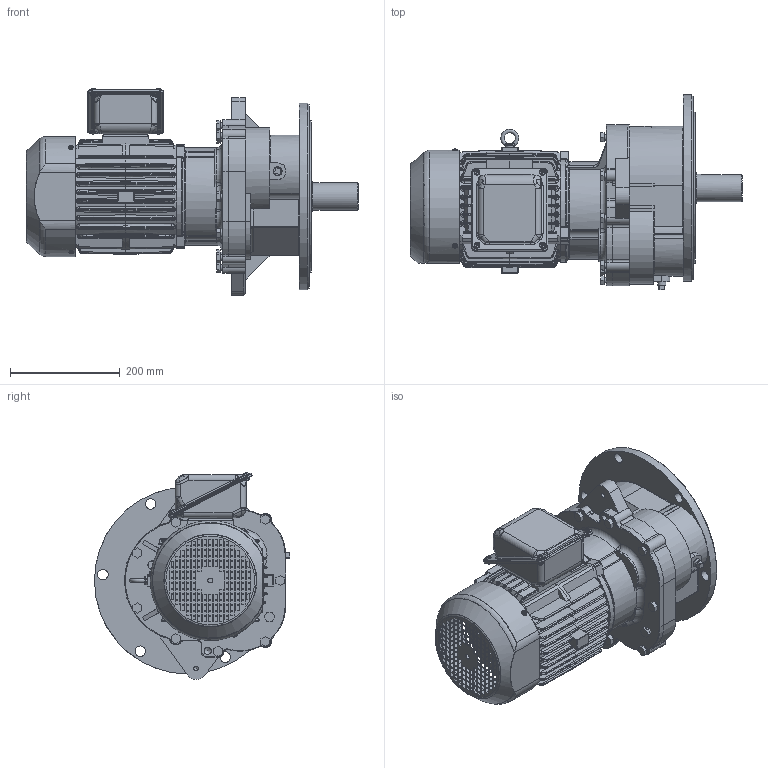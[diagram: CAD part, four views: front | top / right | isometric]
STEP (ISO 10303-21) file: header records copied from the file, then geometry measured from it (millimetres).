
FILE_DESCRIPTION (( 'STEP AP214' ), '1' );
FILE_NAME ('EK2DO07778H001_F1VM18_2.2kw_R40.stp', '2022-07-04T06:27:28', ( 'Windows 餌辨濠' ), ( '' ), 'SwSTEP 2.0', 'SolidWorks 2021', '' );
FILE_SCHEMA (( 'AUTOMOTIVE_DESIGN' ));
Length unit declared in the file: millimetre
Products named in the file (1): EK2DO07778H001_F1VM18_2.2kw_R40
Bounding box: 604 x 355 x 376.37 mm (x, y, z)
Volume: 18240669.3 mm3; surface area: 1201110.5 mm2
Topology: 21 solids, 29 shells, 3761 faces, 9972 edges, 6314 vertices
Faces by surface type: cylinder 1466, plane 1462, bspline 603, torus 107, cone 86, sphere 37
Full cylindrical faces by diameter (mm): 2 x1, 2.7 x2, 4 x1, 4.917 x8, 5 x7, 6 x5, 6.647 x14, 7 x12, 8 x9, 8.5 x11, 9 x4, 10 x9, 10.5 x4, 11 x10, 13 x2, 14.3 x1, 16 x1, 18 x1, 19 x6, 42 x1, 50 x1, 55 x2, 59.6 x2, 64.2 x1, 70 x1, 73.4 x1, 78 x1, 80 x1, 182 x2, 255 x1
Entity records: 136358 total; most frequent: CARTESIAN_POINT 46509, ORIENTED_EDGE 19346, DIRECTION 17319, EDGE_CURVE 9673, VERTEX_POINT 6228, AXIS2_PLACEMENT_3D 6202, LINE 4915, VECTOR 4915
